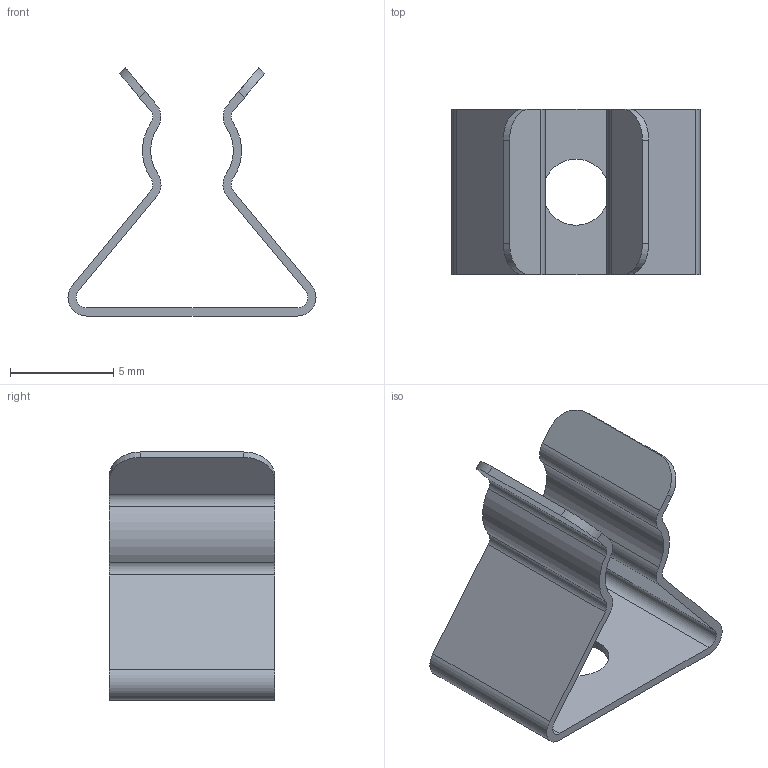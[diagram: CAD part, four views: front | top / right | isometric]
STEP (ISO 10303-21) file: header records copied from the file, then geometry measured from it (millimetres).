
FILE_DESCRIPTION(/* description */ (''),/* implementation_level */ '2;1');
FILE_NAME(/* name */ 'C130-4L.stp',/* time_stamp */ '2020-02-12T16:00:09+01:00',/* author */ (''),/* organization */ (''),/* preprocessor_version */ 'ST-DEVELOPER v16.7',/* originating_system */ 'SIEMENS PLM Software NX 12.0',/* authorisation */ '');
FILE_SCHEMA (('AP203_CONFIGURATION_CONTROLLED_3D_DESIGN_OF_MECHANICAL_PARTS_AND_ASSEMBLIES_MIM_LF { 1 0 10303 403 2 1 2}'));
Length unit declared in the file: millimetre
Products named in the file (1): C130-4L
Bounding box: 12 x 8 x 12 mm (x, y, z)
Volume: 120.1 mm3; surface area: 641.1 mm2
Topology: 1 solids, 1 shells, 35 faces, 100 edges, 67 vertices
Faces by surface type: cylinder 21, plane 14
Full cylindrical faces by diameter (mm): 3.2 x1
Entity records: 1248 total; most frequent: DIRECTION 212, CARTESIAN_POINT 200, ORIENTED_EDGE 196, EDGE_CURVE 98, AXIS2_PLACEMENT_3D 78, VERTEX_POINT 66, LINE 56, VECTOR 56
